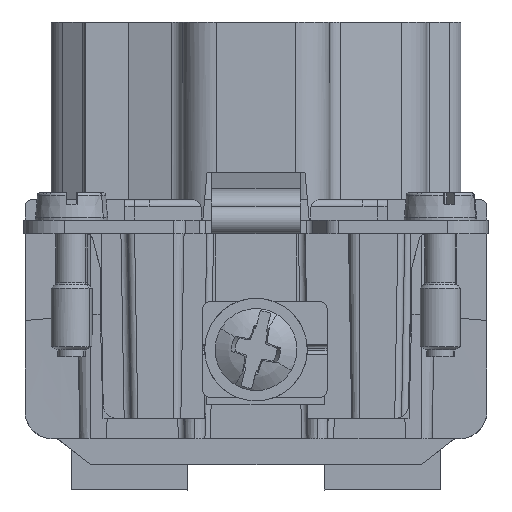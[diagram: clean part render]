
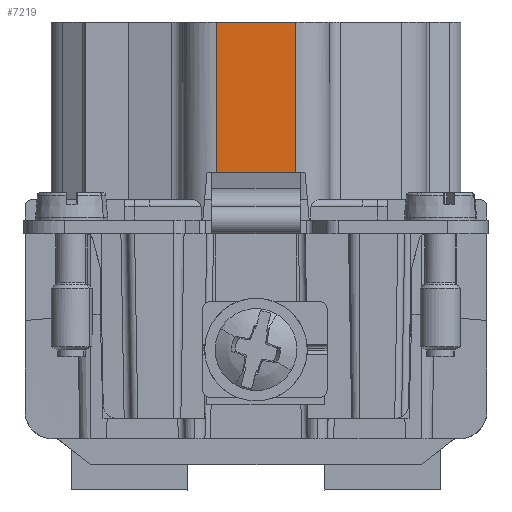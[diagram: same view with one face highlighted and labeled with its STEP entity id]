
A CAD part, front view. The second image highlights one B-rep face of the part: STEP entity #7219.
In plain terms, the highlighted planar face has unit normal (0, -1, 0).
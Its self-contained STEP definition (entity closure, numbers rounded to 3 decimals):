
#957=AXIS2_PLACEMENT_3D('Plane Axis2P3D',#954,#955,#956) ;
#954=CARTESIAN_POINT('Axis2P3D Location',(25.,2.5,18.35)) ;
#3781=CARTESIAN_POINT('Line Origine',(14.1,2.5,27.15)) ;
#3785=CARTESIAN_POINT('Vertex',(14.1,2.5,34.25)) ;
#3787=CARTESIAN_POINT('Vertex',(14.1,2.5,23.25)) ;
#4519=CARTESIAN_POINT('Vertex',(19.9,2.5,34.25)) ;
#4522=CARTESIAN_POINT('Line Origine',(19.9,2.5,27.15)) ;
#4526=CARTESIAN_POINT('Vertex',(19.9,2.5,23.25)) ;
#7192=CARTESIAN_POINT('Line Origine',(17.,2.5,23.25)) ;
#7208=CARTESIAN_POINT('Line Origine',(17.,2.5,34.25)) ;
#955=DIRECTION('Axis2P3D Direction',(0.,-1.,0.)) ;
#956=DIRECTION('Axis2P3D XDirection',(0.,0.,1.)) ;
#3782=DIRECTION('Vector Direction',(0.,0.,1.)) ;
#4523=DIRECTION('Vector Direction',(0.,0.,1.)) ;
#7193=DIRECTION('Vector Direction',(-1.,0.,0.)) ;
#7209=DIRECTION('Vector Direction',(-1.,0.,0.)) ;
#3783=VECTOR('Line Direction',#3782,1.) ;
#4524=VECTOR('Line Direction',#4523,1.) ;
#7194=VECTOR('Line Direction',#7193,1.) ;
#7210=VECTOR('Line Direction',#7209,1.) ;
#7214=ORIENTED_EDGE('',*,*,#4528,.F.) ;
#7215=ORIENTED_EDGE('',*,*,#7212,.F.) ;
#7216=ORIENTED_EDGE('',*,*,#3789,.T.) ;
#7217=ORIENTED_EDGE('',*,*,#7196,.F.) ;
#7219=ADVANCED_FACE('K\X2\00F6\X0\rper.33',(#7218),#958,.T.) ;
#3789=EDGE_CURVE('',#3786,#3788,#3784,.F.) ;
#4528=EDGE_CURVE('',#4520,#4527,#4525,.F.) ;
#7196=EDGE_CURVE('',#4527,#3788,#7195,.T.) ;
#7212=EDGE_CURVE('',#3786,#4520,#7211,.F.) ;
#7213=EDGE_LOOP('',(#7214,#7215,#7216,#7217)) ;
#7218=FACE_OUTER_BOUND('',#7213,.T.) ;
#3784=LINE('Line',#3781,#3783) ;
#4525=LINE('Line',#4522,#4524) ;
#7195=LINE('Line',#7192,#7194) ;
#7211=LINE('Line',#7208,#7210) ;
#958=PLANE('',#957) ;
#3786=VERTEX_POINT('',#3785) ;
#3788=VERTEX_POINT('',#3787) ;
#4520=VERTEX_POINT('',#4519) ;
#4527=VERTEX_POINT('',#4526) ;
